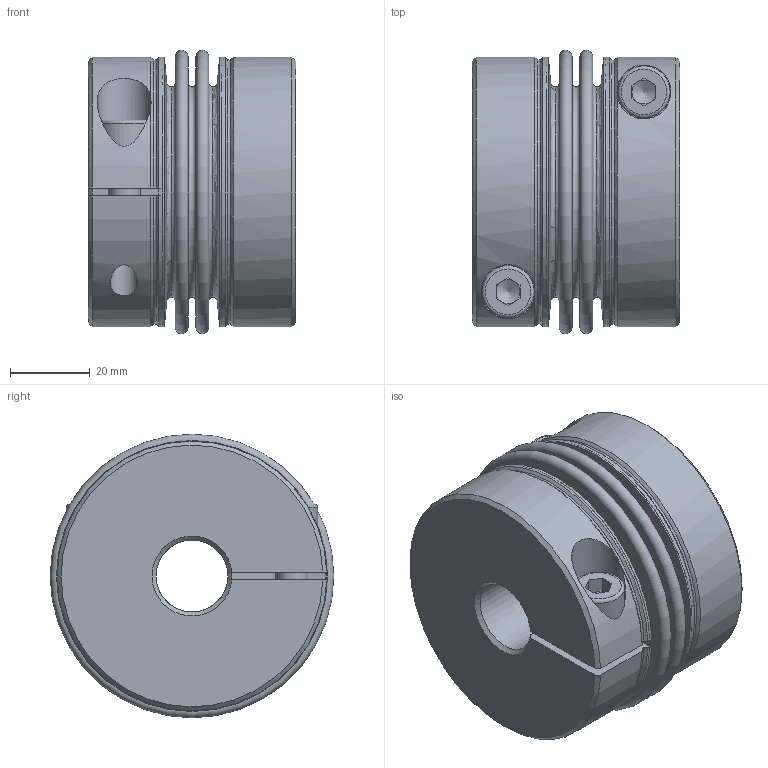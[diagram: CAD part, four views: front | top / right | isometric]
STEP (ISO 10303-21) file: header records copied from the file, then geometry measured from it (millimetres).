
FILE_DESCRIPTION( ( 'Unknown' ), '1' );
FILE_NAME( 'KG-VA 100 - 2W.stp', 'Unknown', ( 'Unknown' ), ( 'Unknown' ), 'PSStep 10.1', 'Unknown', ' ' );
FILE_SCHEMA( ( 'AUTOMOTIVE_DESIGN { 1 0 10303 214 1 1 1 1 }' ) );
Length unit declared in the file: millimetre
Products named in the file (1): 20716513
Bounding box: 52 x 71 x 71 mm (x, y, z)
Volume: 125187.8 mm3; surface area: 50209 mm2
Topology: 1 solids, 1 shells, 102 faces, 241 edges, 153 vertices
Faces by surface type: plane 50, torus 18, cylinder 18, cone 16
Full cylindrical faces by diameter (mm): 6.8 x2, 8 x2, 8.6 x2, 13 x2, 13.5 x2, 67.1 x2, 67.5 x2
Entity records: 3892 total; most frequent: CARTESIAN_POINT 893, DIRECTION 474, ORIENTED_EDGE 376, AXIS2_PLACEMENT_3D 195, EDGE_CURVE 188, EDGE_LOOP 156, VERTEX_POINT 138, FACE_OUTER_BOUND 132
